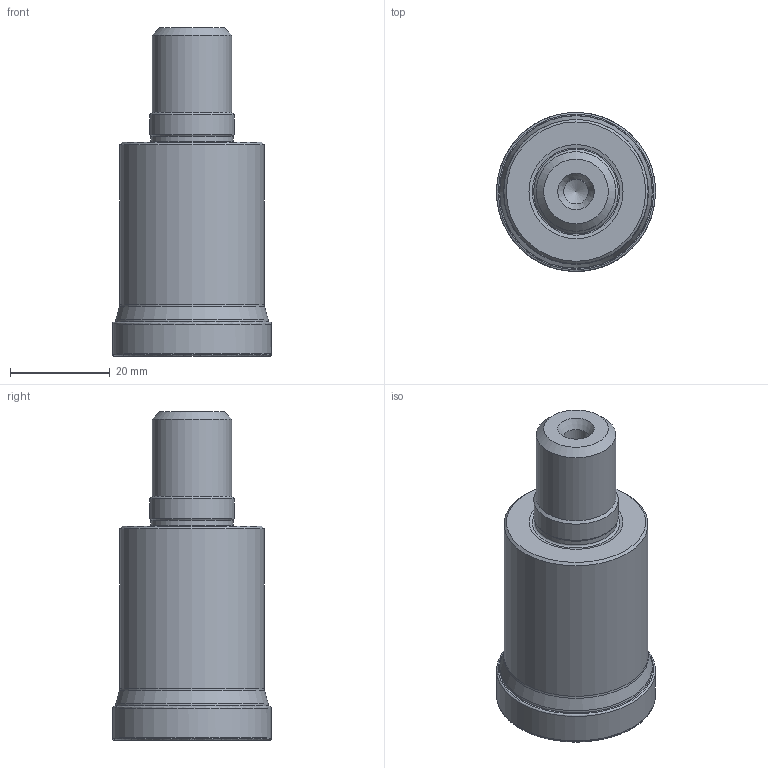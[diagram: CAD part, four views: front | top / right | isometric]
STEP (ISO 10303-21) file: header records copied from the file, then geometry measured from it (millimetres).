
FILE_DESCRIPTION(/* description */ (''),/* implementation_level */ '2;1');
FILE_NAME(/* name */ '202780367ndi000_00.stp',/* time_stamp */ '2020-01-08T09:57:51+01:00',/* author */ (''),/* organization */ (''),/* preprocessor_version */ 'ST-DEVELOPER v16.7',/* originating_system */ 'SIEMENS PLM Software NX 12.0',/* authorisation */ '');
FILE_SCHEMA (('AUTOMOTIVE_DESIGN { 1 0 10303 214 3 1 1 1 }'));
Length unit declared in the file: millimetre
Products named in the file (1): mp543AC09F2Frypg
Bounding box: 31.96 x 31.96 x 66 mm (x, y, z)
Volume: 34788.5 mm3; surface area: 9139 mm2
Topology: 2 solids, 2 shells, 57 faces, 124 edges, 71 vertices
Faces by surface type: revolution 20, cone 16, torus 11, cylinder 6, plane 4
Full cylindrical faces by diameter (mm): 5 x1, 16 x1, 16.5 x1, 17 x1, 29 x1, 30.715 x1
Entity records: 1394 total; most frequent: CARTESIAN_POINT 400, DIRECTION 200, FACE_BOUND 112, EDGE_LOOP 112, ORIENTED_EDGE 112, AXIS2_PLACEMENT_3D 90, ADVANCED_FACE 57, VERTEX_POINT 57
